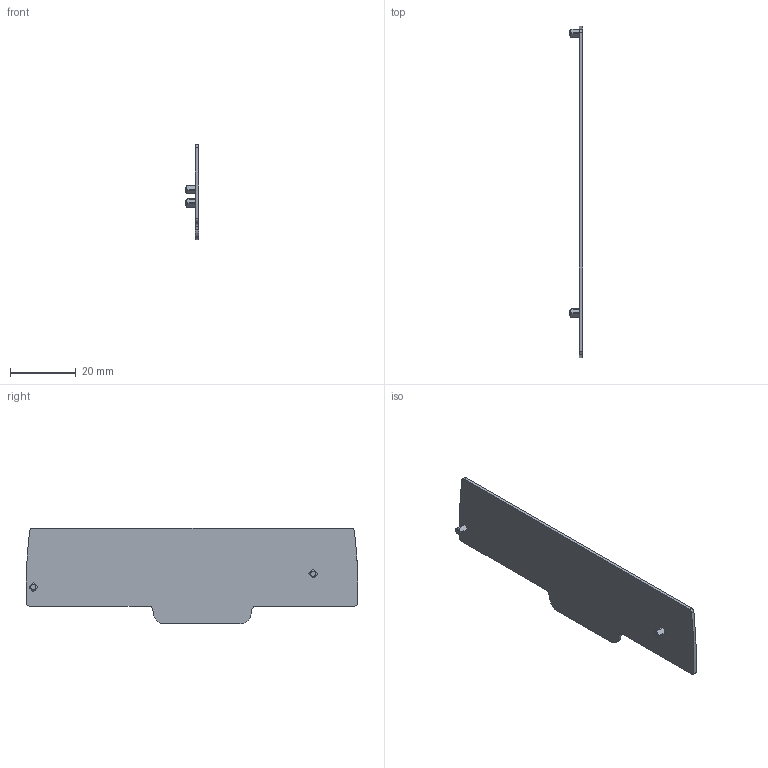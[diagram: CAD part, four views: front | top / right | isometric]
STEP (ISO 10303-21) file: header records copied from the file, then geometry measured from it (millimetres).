
FILE_DESCRIPTION(('CATIA V5 STEP Exchange','CAx-IF Rec.Pracs.--- Model Styling and Organization---1.4--- 2014-01-23'),'2;1');
FILE_NAME ('1480901-5_0', '2023-04-20T06:56:09+00:00', ('none'), ('Weidmueller'), 'CATIA Version 5-6 Release 2016 SP3 HF44', 'CATIA V5 STEP AP214', 'none');
FILE_SCHEMA(('AUTOMOTIVE_DESIGN { 1 0 10303 214 1 1 1 1 }'));
Length unit declared in the file: millimetre
Products named in the file (1): 2898190000
Bounding box: 4 x 101.2 x 29.1 mm (x, y, z)
Volume: 2561.8 mm3; surface area: 5373.5 mm2
Topology: 1 solids, 1 shells, 40 faces, 108 edges, 72 vertices
Faces by surface type: plane 18, extrusion 10, cylinder 8, cone 4
Entity records: 1408 total; most frequent: CARTESIAN_POINT 449, ORIENTED_EDGE 216, DIRECTION 138, EDGE_CURVE 108, VERTEX_POINT 72, VECTOR 60, AXIS2_PLACEMENT_3D 51, LINE 50
